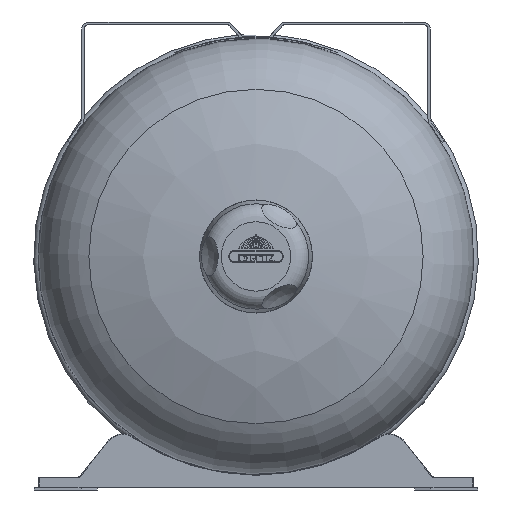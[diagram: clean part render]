
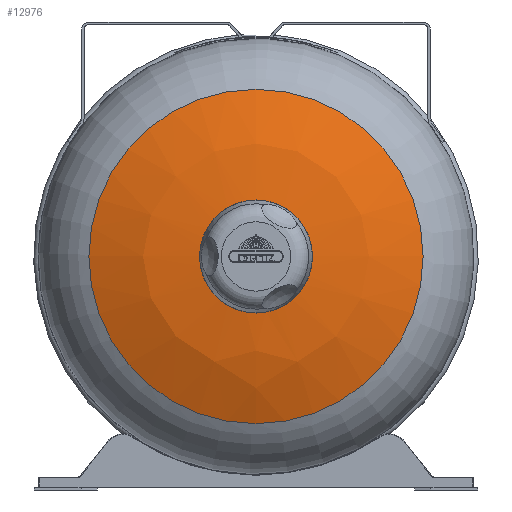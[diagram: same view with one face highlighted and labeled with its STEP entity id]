
A CAD part, left-side view. The second image highlights one B-rep face of the part: STEP entity #12976.
In plain terms, the highlighted free-form (B-spline) face has degree [2, 2] with [3, 9] control points.
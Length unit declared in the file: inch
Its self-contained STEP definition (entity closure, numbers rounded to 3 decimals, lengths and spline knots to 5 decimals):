
#19=(
BOUNDED_SURFACE()
B_SPLINE_SURFACE(2,2,((#21756,#21757,#21758,#21759,#21760,#21761,#21762,
#21763,#21764),(#21765,#21766,#21767,#21768,#21769,#21770,#21771,#21772,
#21773),(#21774,#21775,#21776,#21777,#21778,#21779,#21780,#21781,#21782)),
 .UNSPECIFIED.,.F.,.T.,.F.)
B_SPLINE_SURFACE_WITH_KNOTS((3,3),(3,2,2,2,3),(1.14867,1.54787),
(-3.14159,-1.5708,0.,1.5708,3.14159),
 .UNSPECIFIED.)
GEOMETRIC_REPRESENTATION_ITEM()
RATIONAL_B_SPLINE_SURFACE(((1.,0.707,1.,0.707,1.,
0.707,1.,0.707,1.),(0.98,0.693,
0.98,0.693,0.98,0.693,0.98,
0.693,0.98),(1.,0.707,1.,0.707,
1.,0.707,1.,0.707,1.)))
REPRESENTATION_ITEM('')
SURFACE()
);
#56=(
BOUNDED_CURVE()
B_SPLINE_CURVE(2,(#21788,#21789,#21790),.UNSPECIFIED.,.F.,.F.)
B_SPLINE_CURVE_WITH_KNOTS((3,3),(-1.54787,-1.14867),
 .UNSPECIFIED.)
CURVE()
GEOMETRIC_REPRESENTATION_ITEM()
RATIONAL_B_SPLINE_CURVE((1.,0.98,1.))
REPRESENTATION_ITEM('')
);
#1036=FACE_OUTER_BOUND('',#1864,.T.);
#1864=EDGE_LOOP('',(#9871,#9872,#9873,#9874,#9875,#9876));
#4727=CIRCLE('',#13979,1.37576);
#4728=CIRCLE('',#13980,1.37576);
#4729=CIRCLE('',#13981,4.07746);
#4730=CIRCLE('',#13982,4.07746);
#5607=VERTEX_POINT('',#21783);
#5608=VERTEX_POINT('',#21784);
#5609=VERTEX_POINT('',#21787);
#5610=VERTEX_POINT('',#21791);
#7115=EDGE_CURVE('',#5607,#5608,#4727,.T.);
#7116=EDGE_CURVE('',#5608,#5607,#4728,.T.);
#7117=EDGE_CURVE('',#5608,#5609,#56,.T.);
#7118=EDGE_CURVE('',#5609,#5610,#4729,.T.);
#7119=EDGE_CURVE('',#5610,#5609,#4730,.T.);
#9871=ORIENTED_EDGE('',*,*,#7115,.F.);
#9872=ORIENTED_EDGE('',*,*,#7116,.F.);
#9873=ORIENTED_EDGE('',*,*,#7117,.T.);
#9874=ORIENTED_EDGE('',*,*,#7118,.T.);
#9875=ORIENTED_EDGE('',*,*,#7119,.T.);
#9876=ORIENTED_EDGE('',*,*,#7117,.F.);
#12976=ADVANCED_FACE('',(#1036),#19,.F.);
#13979=AXIS2_PLACEMENT_3D('',#21785,#16396,#16397);
#13980=AXIS2_PLACEMENT_3D('',#21786,#16398,#16399);
#13981=AXIS2_PLACEMENT_3D('',#21792,#16400,#16401);
#13982=AXIS2_PLACEMENT_3D('',#21793,#16402,#16403);
#16396=DIRECTION('center_axis',(-1.,0.,0.));
#16397=DIRECTION('ref_axis',(0.,0.,1.));
#16398=DIRECTION('center_axis',(-1.,0.,0.));
#16399=DIRECTION('ref_axis',(0.,0.,1.));
#16400=DIRECTION('center_axis',(-1.,0.,0.));
#16401=DIRECTION('ref_axis',(0.,0.,1.));
#16402=DIRECTION('center_axis',(-1.,0.,0.));
#16403=DIRECTION('ref_axis',(0.,0.,1.));
#21756=CARTESIAN_POINT('Ctrl Pts',(1346.76852,-4.879,8.71577));
#21757=CARTESIAN_POINT('Ctrl Pts',(1346.76852,-8.95646,8.71577));
#21758=CARTESIAN_POINT('Ctrl Pts',(1346.76852,-8.95646,12.79324));
#21759=CARTESIAN_POINT('Ctrl Pts',(1346.76852,-8.95646,16.8707));
#21760=CARTESIAN_POINT('Ctrl Pts',(1346.76852,-4.879,16.8707));
#21761=CARTESIAN_POINT('Ctrl Pts',(1346.76852,-0.80154,
16.8707));
#21762=CARTESIAN_POINT('Ctrl Pts',(1346.76852,-0.80154,
12.79324));
#21763=CARTESIAN_POINT('Ctrl Pts',(1346.76852,-0.80154,
8.71577));
#21764=CARTESIAN_POINT('Ctrl Pts',(1346.76852,-4.879,8.71577));
#21765=CARTESIAN_POINT('Ctrl Pts',(1346.18958,-4.879,10.00479));
#21766=CARTESIAN_POINT('Ctrl Pts',(1346.18958,-7.66745,10.00479));
#21767=CARTESIAN_POINT('Ctrl Pts',(1346.18958,-7.66745,12.79324));
#21768=CARTESIAN_POINT('Ctrl Pts',(1346.18958,-7.66745,15.58168));
#21769=CARTESIAN_POINT('Ctrl Pts',(1346.18958,-4.879,15.58168));
#21770=CARTESIAN_POINT('Ctrl Pts',(1346.18958,-2.09055,15.58168));
#21771=CARTESIAN_POINT('Ctrl Pts',(1346.18958,-2.09055,12.79324));
#21772=CARTESIAN_POINT('Ctrl Pts',(1346.18958,-2.09055,10.00479));
#21773=CARTESIAN_POINT('Ctrl Pts',(1346.18958,-4.879,10.00479));
#21774=CARTESIAN_POINT('Ctrl Pts',(1346.1572,-4.879,11.41747));
#21775=CARTESIAN_POINT('Ctrl Pts',(1346.1572,-6.25476,11.41747));
#21776=CARTESIAN_POINT('Ctrl Pts',(1346.1572,-6.25476,12.79324));
#21777=CARTESIAN_POINT('Ctrl Pts',(1346.1572,-6.25476,14.169));
#21778=CARTESIAN_POINT('Ctrl Pts',(1346.1572,-4.879,14.169));
#21779=CARTESIAN_POINT('Ctrl Pts',(1346.1572,-3.50324,14.169));
#21780=CARTESIAN_POINT('Ctrl Pts',(1346.1572,-3.50324,12.79324));
#21781=CARTESIAN_POINT('Ctrl Pts',(1346.1572,-3.50324,11.41747));
#21782=CARTESIAN_POINT('Ctrl Pts',(1346.1572,-4.879,11.41747));
#21783=CARTESIAN_POINT('',(1346.1572,-4.879,14.169));
#21784=CARTESIAN_POINT('',(1346.1572,-4.879,11.41747));
#21785=CARTESIAN_POINT('Origin',(1346.1572,-4.879,12.79324));
#21786=CARTESIAN_POINT('Origin',(1346.1572,-4.879,12.79324));
#21787=CARTESIAN_POINT('',(1346.76852,-4.879,8.71577));
#21788=CARTESIAN_POINT('Ctrl Pts',(1346.1572,-4.879,11.41747));
#21789=CARTESIAN_POINT('Ctrl Pts',(1346.18958,-4.879,10.00479));
#21790=CARTESIAN_POINT('Ctrl Pts',(1346.76852,-4.879,8.71577));
#21791=CARTESIAN_POINT('',(1346.76852,-4.879,16.8707));
#21792=CARTESIAN_POINT('Origin',(1346.76852,-4.879,12.79324));
#21793=CARTESIAN_POINT('Origin',(1346.76852,-4.879,12.79324));
